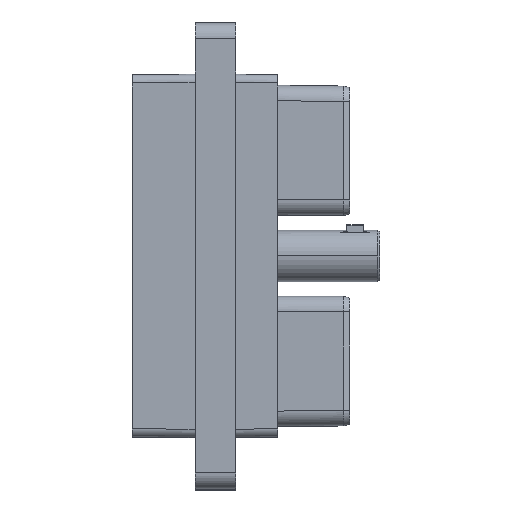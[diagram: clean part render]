
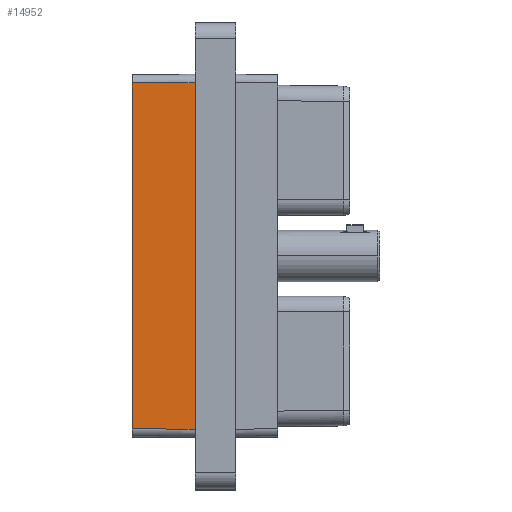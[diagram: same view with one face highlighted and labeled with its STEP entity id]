
A CAD part, top view. The second image highlights one B-rep face of the part: STEP entity #14952.
In plain terms, the highlighted planar face has unit normal (0, 0, 1).
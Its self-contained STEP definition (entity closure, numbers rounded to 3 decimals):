
#736=CARTESIAN_POINT('',(-7.715,21.21,7.565));
#764=DIRECTION('',(0.,1.,0.));
#765=VECTOR('',#764,42.42);
#766=CARTESIAN_POINT('',(-7.715,-21.21,7.565));
#767=LINE('',#766,#765);
#794=CARTESIAN_POINT('',(-7.715,-21.21,7.565));
#931=DIRECTION('',(-1.,-0.006,0.));
#932=VECTOR('',#931,8.2);
#933=CARTESIAN_POINT('',(0.485,21.26,7.565));
#934=LINE('',#933,#932);
#935=DIRECTION('',(0.,-1.,0.));
#936=VECTOR('',#935,42.52);
#937=CARTESIAN_POINT('',(0.485,21.26,7.565));
#938=LINE('',#937,#936);
#939=DIRECTION('',(1.,-0.006,0.));
#940=VECTOR('',#939,8.2);
#941=CARTESIAN_POINT('',(-7.715,-21.21,7.565));
#942=LINE('',#941,#940);
#13544=VERTEX_POINT('',#736);
#13548=CARTESIAN_POINT('',(0.485,21.26,7.565));
#13549=VERTEX_POINT('',#13548);
#13573=VERTEX_POINT('',#794);
#13574=CARTESIAN_POINT('',(0.485,-21.26,7.565));
#13575=VERTEX_POINT('',#13574);
#14940=CARTESIAN_POINT('',(0.,-22.21,7.565));
#14941=DIRECTION('',(0.,0.,1.));
#14942=DIRECTION('',(0.,1.,0.));
#14943=AXIS2_PLACEMENT_3D('',#14940,#14941,#14942);
#14944=PLANE('',#14943);
#14945=ORIENTED_EDGE('',*,*,#14935,.F.);
#14946=ORIENTED_EDGE('',*,*,#14622,.T.);
#14948=ORIENTED_EDGE('',*,*,#14947,.F.);
#14949=ORIENTED_EDGE('',*,*,#14863,.T.);
#14950=EDGE_LOOP('',(#14945,#14946,#14948,#14949));
#14951=FACE_OUTER_BOUND('',#14950,.F.);
#14952=ADVANCED_FACE('',(#14951),#14944,.T.);
#14622=EDGE_CURVE('',#13549,#13575,#938,.T.);
#14863=EDGE_CURVE('',#13573,#13544,#767,.T.);
#14935=EDGE_CURVE('',#13549,#13544,#934,.T.);
#14947=EDGE_CURVE('',#13573,#13575,#942,.T.);
